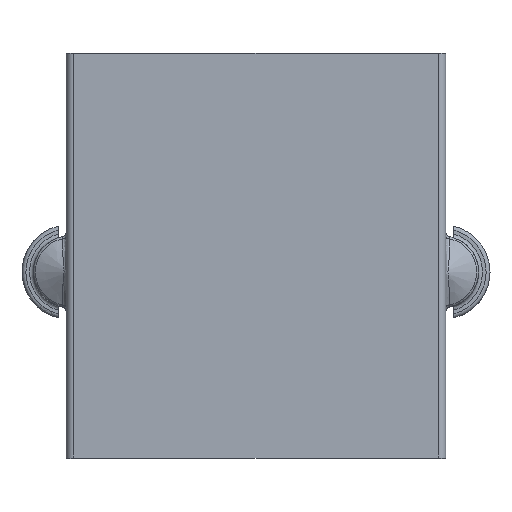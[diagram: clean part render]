
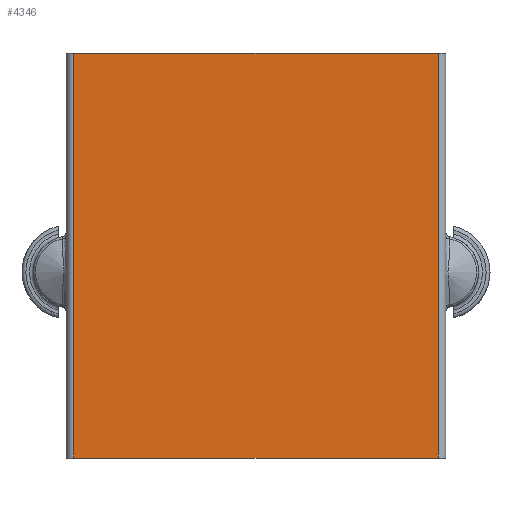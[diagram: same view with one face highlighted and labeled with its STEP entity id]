
A CAD part, top view. The second image highlights one B-rep face of the part: STEP entity #4346.
In plain terms, the highlighted planar face has unit normal (0, 0, 1).
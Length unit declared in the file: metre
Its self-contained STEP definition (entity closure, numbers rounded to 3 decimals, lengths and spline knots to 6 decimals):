
#199=PLANE('',#4700);
#375=LINE('',#6310,#845);
#633=LINE('',#6883,#1103);
#662=LINE('',#7104,#1132);
#663=LINE('',#7105,#1133);
#845=VECTOR('',#5128,1.);
#1103=VECTOR('',#5538,1.);
#1132=VECTOR('',#5625,1.);
#1133=VECTOR('',#5626,1.);
#1925=ORIENTED_EDGE('',*,*,#2675,.T.);
#1926=ORIENTED_EDGE('',*,*,#3049,.T.);
#1927=ORIENTED_EDGE('',*,*,#2980,.F.);
#1928=ORIENTED_EDGE('',*,*,#3050,.T.);
#2675=EDGE_CURVE('',#3303,#3302,#375,.T.);
#2980=EDGE_CURVE('',#3533,#3534,#633,.T.);
#3049=EDGE_CURVE('',#3302,#3534,#662,.T.);
#3050=EDGE_CURVE('',#3533,#3303,#663,.F.);
#3302=VERTEX_POINT('',#6309);
#3303=VERTEX_POINT('',#6311);
#3533=VERTEX_POINT('',#6882);
#3534=VERTEX_POINT('',#6884);
#3856=EDGE_LOOP('',(#1925,#1926,#1927,#1928));
#4079=FACE_BOUND('',#3856,.T.);
#4346=ADVANCED_FACE('',(#4079),#199,.T.);
#4700=AXIS2_PLACEMENT_3D('',#7103,#5623,#5624);
#5128=DIRECTION('',(-1.,0.,0.));
#5538=DIRECTION('',(-1.,0.,0.));
#5623=DIRECTION('',(0.,0.,1.));
#5624=DIRECTION('',(1.,0.,0.));
#5625=DIRECTION('',(0.,-1.,0.));
#5626=DIRECTION('',(0.,-1.,0.));
#6309=CARTESIAN_POINT('',(-0.00585,0.0065,0.0145));
#6310=CARTESIAN_POINT('',(0.,0.0065,0.0145));
#6311=CARTESIAN_POINT('',(0.00585,0.0065,0.0145));
#6882=CARTESIAN_POINT('',(0.00585,-0.0065,0.0145));
#6883=CARTESIAN_POINT('',(0.,-0.0065,0.0145));
#6884=CARTESIAN_POINT('',(-0.00585,-0.0065,0.0145));
#7103=CARTESIAN_POINT('',(0.,0.,0.0145));
#7104=CARTESIAN_POINT('',(-0.00585,-0.0065,0.0145));
#7105=CARTESIAN_POINT('',(0.00585,0.,0.0145));
